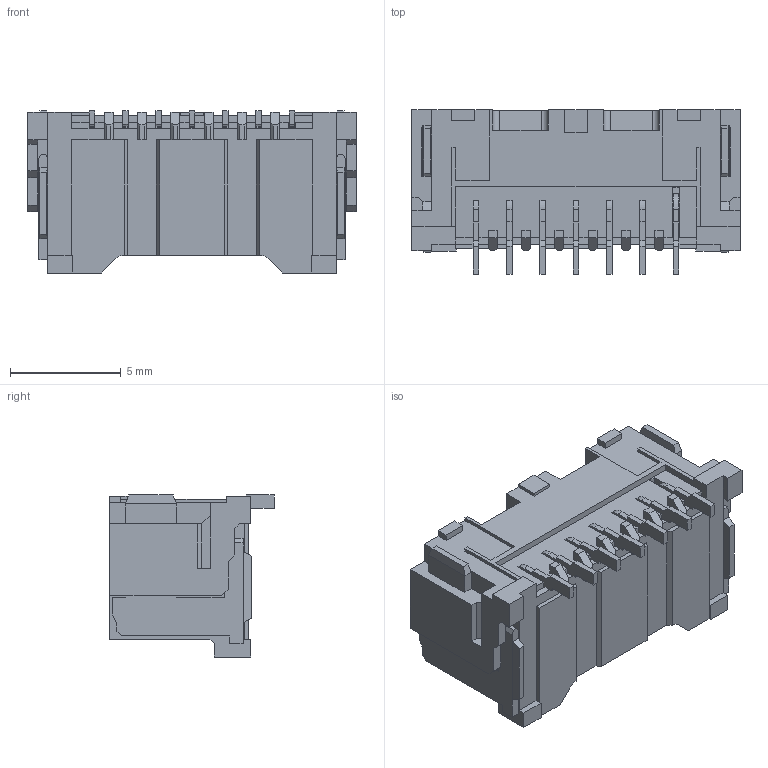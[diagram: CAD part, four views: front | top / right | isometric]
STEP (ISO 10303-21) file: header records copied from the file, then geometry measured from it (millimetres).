
FILE_DESCRIPTION((''),'2;1');
FILE_NAME('5025840770','2019-07-04T',('gga'),(''),'PRO/ENGINEER BY PARAMETRIC TECHNOLOGY CORPORATION, 2016010','PRO/ENGINEER BY PARAMETRIC TECHNOLOGY CORPORATION, 2016010','');
FILE_SCHEMA(('CONFIG_CONTROL_DESIGN'));
Length unit declared in the file: millimetre
Products named in the file (1): 5025840770
Bounding box: 14.8 x 7.4 x 7.3 mm (x, y, z)
Volume: 284.3 mm3; surface area: 832.1 mm2
Topology: 1 solids, 1 shells, 580 faces, 1749 edges, 1156 vertices
Faces by surface type: plane 526, cylinder 54
Entity records: 19287 total; most frequent: CARTESIAN_POINT 3520, ORIENTED_EDGE 3426, DIRECTION 2991, EDGE_CURVE 1713, VECTOR 1637, LINE 1637, VERTEX_POINT 1120, AXIS2_PLACEMENT_3D 677
